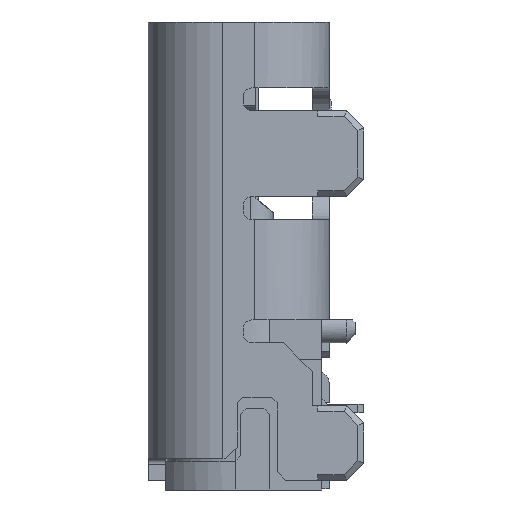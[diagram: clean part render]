
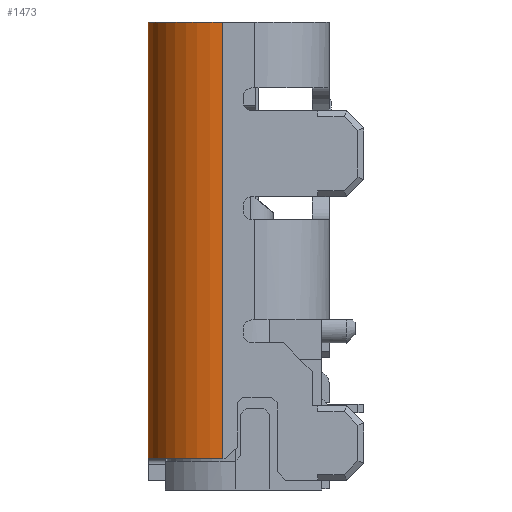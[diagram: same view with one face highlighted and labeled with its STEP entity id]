
A CAD part, left-side view. The second image highlights one B-rep face of the part: STEP entity #1473.
In plain terms, the highlighted cylindrical face has radius 1.3 mm (diameter 2.6 mm), a partial arc.
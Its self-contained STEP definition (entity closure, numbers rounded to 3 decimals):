
#609 = FACE_OUTER_BOUND ( 'NONE', #10266, .T. ) ;
#908 = CARTESIAN_POINT ( 'NONE',  ( -3.17, 0., 0. ) ) ;
#1412 = CARTESIAN_POINT ( 'NONE',  ( -3.17, 7.62, 0. ) ) ;
#1473 = ADVANCED_FACE ( 'NONE', ( #609 ), #17271, .T. ) ;
#4948 = LINE ( 'NONE', #22023, #28389 ) ;
#5312 = VERTEX_POINT ( 'NONE', #18177 ) ;
#6045 = CARTESIAN_POINT ( 'NONE',  ( -3.17, 8., -1.3 ) ) ;
#6392 = CARTESIAN_POINT ( 'NONE',  ( -3.17, 7.62, -1.3 ) ) ;
#8416 = AXIS2_PLACEMENT_3D ( 'NONE', #6392, #22296, #8685 ) ;
#8685 = DIRECTION ( 'NONE',  ( -1., 0., 0. ) ) ;
#10266 = EDGE_LOOP ( 'NONE', ( #23104, #24435, #14388, #14733 ) ) ;
#10697 = AXIS2_PLACEMENT_3D ( 'NONE', #6045, #21951, #19689 ) ;
#10782 = EDGE_CURVE ( 'NONE', #20720, #5312, #4948, .T. ) ;
#11504 = DIRECTION ( 'NONE',  ( 0., -1., 0. ) ) ;
#12119 = CARTESIAN_POINT ( 'NONE',  ( -3.17, 0., -1.3 ) ) ;
#13660 = EDGE_CURVE ( 'NONE', #26184, #5312, #24713, .T. ) ;
#14388 = ORIENTED_EDGE ( 'NONE', *, *, #10782, .T. ) ;
#14417 = DIRECTION ( 'NONE',  ( 1., 0., 0. ) ) ;
#14733 = ORIENTED_EDGE ( 'NONE', *, *, #13660, .F. ) ;
#16265 = EDGE_CURVE ( 'NONE', #20720, #28187, #24258, .T. ) ;
#17271 = CYLINDRICAL_SURFACE ( 'NONE', #10697, 1.3 ) ;
#17668 = LINE ( 'NONE', #18359, #29027 ) ;
#18177 = CARTESIAN_POINT ( 'NONE',  ( -4.47, 0., -1.3 ) ) ;
#18359 = CARTESIAN_POINT ( 'NONE',  ( -3.17, 8., 0. ) ) ;
#19689 = DIRECTION ( 'NONE',  ( 1., 0., 0. ) ) ;
#19832 = EDGE_CURVE ( 'NONE', #28187, #26184, #17668, .T. ) ;
#20720 = VERTEX_POINT ( 'NONE', #26915 ) ;
#21951 = DIRECTION ( 'NONE',  ( 0., -1., 0. ) ) ;
#22023 = CARTESIAN_POINT ( 'NONE',  ( -4.47, 8., -1.3 ) ) ;
#22296 = DIRECTION ( 'NONE',  ( 0., 1., 0. ) ) ;
#23104 = ORIENTED_EDGE ( 'NONE', *, *, #19832, .F. ) ;
#24258 = CIRCLE ( 'NONE', #8416, 1.3 ) ;
#24311 = DIRECTION ( 'NONE',  ( 0., -1., 0. ) ) ;
#24435 = ORIENTED_EDGE ( 'NONE', *, *, #16265, .F. ) ;
#24713 = CIRCLE ( 'NONE', #27915, 1.3 ) ;
#26184 = VERTEX_POINT ( 'NONE', #908 ) ;
#26915 = CARTESIAN_POINT ( 'NONE',  ( -4.47, 7.62, -1.3 ) ) ;
#27915 = AXIS2_PLACEMENT_3D ( 'NONE', #12119, #27975, #14417 ) ;
#27975 = DIRECTION ( 'NONE',  ( 0., -1., 0. ) ) ;
#28187 = VERTEX_POINT ( 'NONE', #1412 ) ;
#28389 = VECTOR ( 'NONE', #24311, 1000. ) ;
#29027 = VECTOR ( 'NONE', #11504, 1000. ) ;
